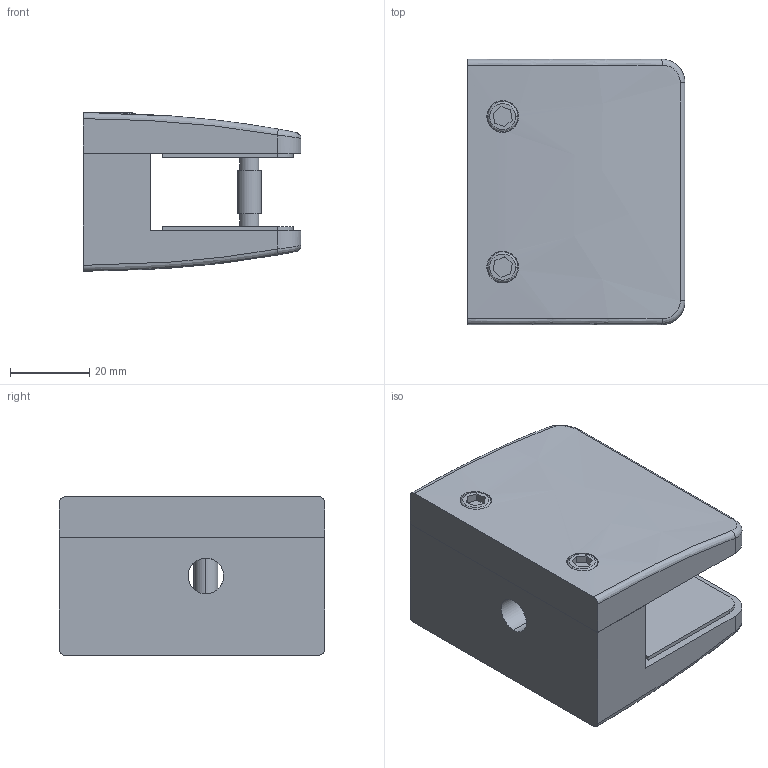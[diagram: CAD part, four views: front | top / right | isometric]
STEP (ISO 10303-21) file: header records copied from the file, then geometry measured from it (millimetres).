
FILE_DESCRIPTION (( 'STEP AP203' ), '1' );
FILE_NAME ('3D_GG4046_Flach x17.52_188757150.STEP', '2024-11-05T08:59:25', ( '' ), ( '' ), 'SwSTEP 2.0', 'SolidWorks 2023', '' );
FILE_SCHEMA (( 'CONFIG_CONTROL_DESIGN' ));
Length unit declared in the file: millimetre
Products named in the file (1): 3D_GG4046_Flach x17.52_188757150
Bounding box: 55 x 67 x 40 mm (x, y, z)
Volume: 87749.7 mm3; surface area: 35349.5 mm2
Topology: 7 solids, 7 shells, 131 faces, 294 edges, 192 vertices
Faces by surface type: plane 63, cylinder 54, bspline 10, torus 4
Entity records: 4553 total; most frequent: CARTESIAN_POINT 1514, DIRECTION 622, ORIENTED_EDGE 588, EDGE_CURVE 294, AXIS2_PLACEMENT_3D 232, VERTEX_POINT 192, VECTOR 158, LINE 158
